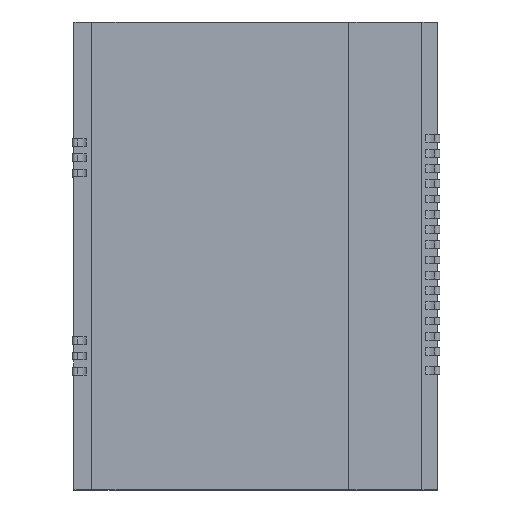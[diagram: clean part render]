
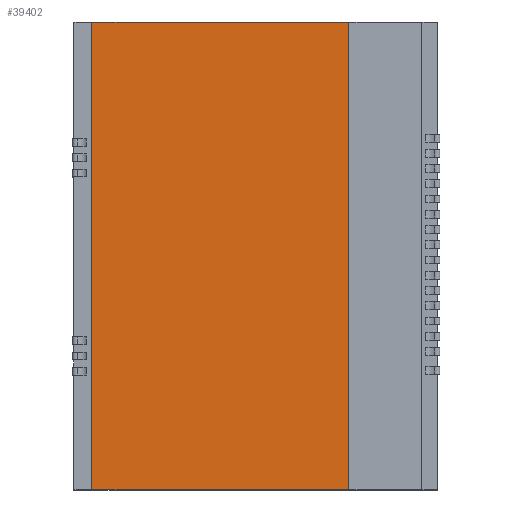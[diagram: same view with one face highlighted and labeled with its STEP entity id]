
A CAD part, top view. The second image highlights one B-rep face of the part: STEP entity #39402.
In plain terms, the highlighted planar face has unit normal (0, 0, 1).
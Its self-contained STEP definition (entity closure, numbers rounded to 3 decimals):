
#27135 = PLANE('',#27136);
#27136 = AXIS2_PLACEMENT_3D('',#27137,#27138,#27139);
#27137 = CARTESIAN_POINT('',(3.,20.,2.1));
#27138 = DIRECTION('',(0.,-1.,0.));
#27139 = DIRECTION('',(0.,0.,1.));
#27212 = PLANE('',#27213);
#27213 = AXIS2_PLACEMENT_3D('',#27214,#27215,#27216);
#27214 = CARTESIAN_POINT('',(3.,-58.,2.1));
#27215 = DIRECTION('',(0.,-1.,0.));
#27216 = DIRECTION('',(0.,0.,1.));
#34935 = PLANE('',#34936);
#34936 = AXIS2_PLACEMENT_3D('',#34937,#34938,#34939);
#34937 = CARTESIAN_POINT('',(45.833,20.,2.1));
#34938 = DIRECTION('',(1.,0.,0.));
#34939 = DIRECTION('',(0.,0.,1.));
#34968 = PLANE('',#34969);
#34969 = AXIS2_PLACEMENT_3D('',#34970,#34971,#34972);
#34970 = CARTESIAN_POINT('',(3.,20.,2.1));
#34971 = DIRECTION('',(1.,0.,0.));
#34972 = DIRECTION('',(0.,0.,1.));
#34985 = VERTEX_POINT('',#34986);
#34986 = CARTESIAN_POINT('',(3.,20.,2.6));
#35009 = VERTEX_POINT('',#35010);
#35010 = CARTESIAN_POINT('',(45.833,20.,2.6));
#35031 = EDGE_CURVE('',#34985,#35009,#35032,.T.);
#35032 = SURFACE_CURVE('',#35033,(#35037,#35044),.PCURVE_S1.);
#35033 = LINE('',#35034,#35035);
#35034 = CARTESIAN_POINT('',(3.,20.,2.6));
#35035 = VECTOR('',#35036,1.);
#35036 = DIRECTION('',(1.,0.,0.));
#35037 = PCURVE('',#27135,#35038);
#35038 = DEFINITIONAL_REPRESENTATION('',(#35039),#35043);
#35039 = LINE('',#35040,#35041);
#35040 = CARTESIAN_POINT('',(0.5,0.));
#35041 = VECTOR('',#35042,1.);
#35042 = DIRECTION('',(0.,-1.));
#35043 = ( GEOMETRIC_REPRESENTATION_CONTEXT(2) 
PARAMETRIC_REPRESENTATION_CONTEXT() REPRESENTATION_CONTEXT('2D SPACE',''
  ) );
#35044 = PCURVE('',#35045,#35050);
#35045 = PLANE('',#35046);
#35046 = AXIS2_PLACEMENT_3D('',#35047,#35048,#35049);
#35047 = CARTESIAN_POINT('',(3.,20.,2.6));
#35048 = DIRECTION('',(0.,0.,1.));
#35049 = DIRECTION('',(0.,-1.,0.));
#35050 = DEFINITIONAL_REPRESENTATION('',(#35051),#35055);
#35051 = LINE('',#35052,#35053);
#35052 = CARTESIAN_POINT('',(0.,0.));
#35053 = VECTOR('',#35054,1.);
#35054 = DIRECTION('',(0.,1.));
#35055 = ( GEOMETRIC_REPRESENTATION_CONTEXT(2) 
PARAMETRIC_REPRESENTATION_CONTEXT() REPRESENTATION_CONTEXT('2D SPACE',''
  ) );
#35061 = VERTEX_POINT('',#35062);
#35062 = CARTESIAN_POINT('',(3.,-58.,2.6));
#35085 = VERTEX_POINT('',#35086);
#35086 = CARTESIAN_POINT('',(45.833,-58.,2.6));
#35107 = EDGE_CURVE('',#35061,#35085,#35108,.T.);
#35108 = SURFACE_CURVE('',#35109,(#35113,#35120),.PCURVE_S1.);
#35109 = LINE('',#35110,#35111);
#35110 = CARTESIAN_POINT('',(3.,-58.,2.6));
#35111 = VECTOR('',#35112,1.);
#35112 = DIRECTION('',(1.,0.,0.));
#35113 = PCURVE('',#27212,#35114);
#35114 = DEFINITIONAL_REPRESENTATION('',(#35115),#35119);
#35115 = LINE('',#35116,#35117);
#35116 = CARTESIAN_POINT('',(0.5,0.));
#35117 = VECTOR('',#35118,1.);
#35118 = DIRECTION('',(0.,-1.));
#35119 = ( GEOMETRIC_REPRESENTATION_CONTEXT(2) 
PARAMETRIC_REPRESENTATION_CONTEXT() REPRESENTATION_CONTEXT('2D SPACE',''
  ) );
#35120 = PCURVE('',#35045,#35121);
#35121 = DEFINITIONAL_REPRESENTATION('',(#35122),#35126);
#35122 = LINE('',#35123,#35124);
#35123 = CARTESIAN_POINT('',(78.,0.));
#35124 = VECTOR('',#35125,1.);
#35125 = DIRECTION('',(0.,1.));
#35126 = ( GEOMETRIC_REPRESENTATION_CONTEXT(2) 
PARAMETRIC_REPRESENTATION_CONTEXT() REPRESENTATION_CONTEXT('2D SPACE',''
  ) );
#39354 = EDGE_CURVE('',#35009,#35085,#39355,.T.);
#39355 = SURFACE_CURVE('',#39356,(#39360,#39367),.PCURVE_S1.);
#39356 = LINE('',#39357,#39358);
#39357 = CARTESIAN_POINT('',(45.833,20.,2.6));
#39358 = VECTOR('',#39359,1.);
#39359 = DIRECTION('',(0.,-1.,0.));
#39360 = PCURVE('',#34935,#39361);
#39361 = DEFINITIONAL_REPRESENTATION('',(#39362),#39366);
#39362 = LINE('',#39363,#39364);
#39363 = CARTESIAN_POINT('',(0.5,0.));
#39364 = VECTOR('',#39365,1.);
#39365 = DIRECTION('',(0.,1.));
#39366 = ( GEOMETRIC_REPRESENTATION_CONTEXT(2) 
PARAMETRIC_REPRESENTATION_CONTEXT() REPRESENTATION_CONTEXT('2D SPACE',''
  ) );
#39367 = PCURVE('',#35045,#39368);
#39368 = DEFINITIONAL_REPRESENTATION('',(#39369),#39373);
#39369 = LINE('',#39370,#39371);
#39370 = CARTESIAN_POINT('',(0.,42.833));
#39371 = VECTOR('',#39372,1.);
#39372 = DIRECTION('',(1.,0.));
#39373 = ( GEOMETRIC_REPRESENTATION_CONTEXT(2) 
PARAMETRIC_REPRESENTATION_CONTEXT() REPRESENTATION_CONTEXT('2D SPACE',''
  ) );
#39381 = EDGE_CURVE('',#34985,#35061,#39382,.T.);
#39382 = SURFACE_CURVE('',#39383,(#39387,#39394),.PCURVE_S1.);
#39383 = LINE('',#39384,#39385);
#39384 = CARTESIAN_POINT('',(3.,20.,2.6));
#39385 = VECTOR('',#39386,1.);
#39386 = DIRECTION('',(0.,-1.,0.));
#39387 = PCURVE('',#34968,#39388);
#39388 = DEFINITIONAL_REPRESENTATION('',(#39389),#39393);
#39389 = LINE('',#39390,#39391);
#39390 = CARTESIAN_POINT('',(0.5,0.));
#39391 = VECTOR('',#39392,1.);
#39392 = DIRECTION('',(0.,1.));
#39393 = ( GEOMETRIC_REPRESENTATION_CONTEXT(2) 
PARAMETRIC_REPRESENTATION_CONTEXT() REPRESENTATION_CONTEXT('2D SPACE',''
  ) );
#39394 = PCURVE('',#35045,#39395);
#39395 = DEFINITIONAL_REPRESENTATION('',(#39396),#39400);
#39396 = LINE('',#39397,#39398);
#39397 = CARTESIAN_POINT('',(0.,0.));
#39398 = VECTOR('',#39399,1.);
#39399 = DIRECTION('',(1.,0.));
#39400 = ( GEOMETRIC_REPRESENTATION_CONTEXT(2) 
PARAMETRIC_REPRESENTATION_CONTEXT() REPRESENTATION_CONTEXT('2D SPACE',''
  ) );
#39402 = ADVANCED_FACE('',(#39403),#35045,.T.);
#39403 = FACE_BOUND('',#39404,.T.);
#39404 = EDGE_LOOP('',(#39405,#39406,#39407,#39408));
#39405 = ORIENTED_EDGE('',*,*,#35031,.F.);
#39406 = ORIENTED_EDGE('',*,*,#39381,.T.);
#39407 = ORIENTED_EDGE('',*,*,#35107,.T.);
#39408 = ORIENTED_EDGE('',*,*,#39354,.F.);
